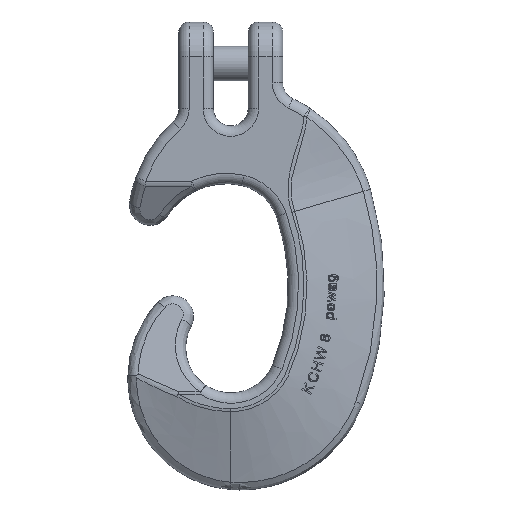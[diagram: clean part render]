
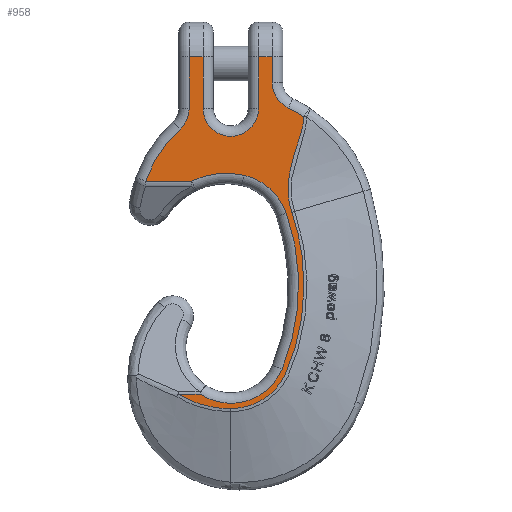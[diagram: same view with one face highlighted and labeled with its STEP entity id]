
A CAD part, top view. The second image highlights one B-rep face of the part: STEP entity #958.
In plain terms, the highlighted planar face has unit normal (0, 0, 1).
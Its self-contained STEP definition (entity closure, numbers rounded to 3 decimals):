
#252=PLANE('',#5023);
#342=CIRCLE('',#5014,39.);
#343=CIRCLE('',#5015,8.);
#344=CIRCLE('',#5016,8.);
#345=CIRCLE('',#5017,8.);
#346=CIRCLE('',#5018,37.);
#347=CIRCLE('',#5019,23.);
#348=CIRCLE('',#5020,17.);
#349=CIRCLE('',#5021,63.);
#350=CIRCLE('',#5022,16.);
#448=LINE('',#7516,#655);
#449=LINE('',#7560,#656);
#450=LINE('',#7562,#657);
#451=LINE('',#7564,#658);
#452=LINE('',#7568,#659);
#453=LINE('',#7570,#660);
#454=LINE('',#7572,#661);
#455=LINE('',#7578,#662);
#655=VECTOR('',#5295,1.);
#656=VECTOR('',#5300,1.);
#657=VECTOR('',#5301,1.);
#658=VECTOR('',#5302,1.);
#659=VECTOR('',#5305,1.);
#660=VECTOR('',#5306,1.);
#661=VECTOR('',#5307,1.);
#662=VECTOR('',#5312,1.);
#958=ADVANCED_FACE('',(#1256),#252,.T.);
#1256=FACE_OUTER_BOUND('',#1575,.T.);
#1575=EDGE_LOOP('',(#2009,#2010,#2011,#2012,#2013,#2014,#2015,#2016,#2017,
#2018,#2019,#2020,#2021,#2022,#2023,#2024,#2025,#2026,#2027,#2028));
#2009=ORIENTED_EDGE('',*,*,#3933,.T.);
#2010=ORIENTED_EDGE('',*,*,#3934,.T.);
#2011=ORIENTED_EDGE('',*,*,#3935,.T.);
#2012=ORIENTED_EDGE('',*,*,#3936,.T.);
#2013=ORIENTED_EDGE('',*,*,#3937,.T.);
#2014=ORIENTED_EDGE('',*,*,#3938,.T.);
#2015=ORIENTED_EDGE('',*,*,#3939,.T.);
#2016=ORIENTED_EDGE('',*,*,#3940,.T.);
#2017=ORIENTED_EDGE('',*,*,#3941,.T.);
#2018=ORIENTED_EDGE('',*,*,#3942,.T.);
#2019=ORIENTED_EDGE('',*,*,#3943,.T.);
#2020=ORIENTED_EDGE('',*,*,#3944,.T.);
#2021=ORIENTED_EDGE('',*,*,#3945,.T.);
#2022=ORIENTED_EDGE('',*,*,#3946,.T.);
#2023=ORIENTED_EDGE('',*,*,#3947,.T.);
#2024=ORIENTED_EDGE('',*,*,#3948,.T.);
#2025=ORIENTED_EDGE('',*,*,#3949,.T.);
#2026=ORIENTED_EDGE('',*,*,#3950,.T.);
#2027=ORIENTED_EDGE('',*,*,#3951,.T.);
#2028=ORIENTED_EDGE('',*,*,#3952,.T.);
#3467=VERTEX_POINT('',#7517);
#3468=VERTEX_POINT('',#7518);
#3469=VERTEX_POINT('',#7525);
#3470=VERTEX_POINT('',#7542);
#3471=VERTEX_POINT('',#7555);
#3472=VERTEX_POINT('',#7557);
#3473=VERTEX_POINT('',#7559);
#3474=VERTEX_POINT('',#7561);
#3475=VERTEX_POINT('',#7563);
#3476=VERTEX_POINT('',#7565);
#3477=VERTEX_POINT('',#7567);
#3478=VERTEX_POINT('',#7569);
#3479=VERTEX_POINT('',#7571);
#3480=VERTEX_POINT('',#7573);
#3481=VERTEX_POINT('',#7575);
#3482=VERTEX_POINT('',#7577);
#3483=VERTEX_POINT('',#7579);
#3484=VERTEX_POINT('',#7581);
#3485=VERTEX_POINT('',#7583);
#3486=VERTEX_POINT('',#7585);
#3933=EDGE_CURVE('',#3467,#3468,#448,.T.);
#3934=EDGE_CURVE('',#3468,#3469,#4662,.T.);
#3935=EDGE_CURVE('',#3469,#3470,#4663,.T.);
#3936=EDGE_CURVE('',#3470,#3471,#4664,.T.);
#3937=EDGE_CURVE('',#3471,#3472,#342,.T.);
#3938=EDGE_CURVE('',#3472,#3473,#343,.T.);
#3939=EDGE_CURVE('',#3473,#3474,#449,.T.);
#3940=EDGE_CURVE('',#3474,#3475,#450,.T.);
#3941=EDGE_CURVE('',#3475,#3476,#451,.T.);
#3942=EDGE_CURVE('',#3476,#3477,#344,.T.);
#3943=EDGE_CURVE('',#3477,#3478,#452,.T.);
#3944=EDGE_CURVE('',#3478,#3479,#453,.T.);
#3945=EDGE_CURVE('',#3479,#3480,#454,.T.);
#3946=EDGE_CURVE('',#3480,#3481,#345,.T.);
#3947=EDGE_CURVE('',#3481,#3482,#346,.T.);
#3948=EDGE_CURVE('',#3482,#3483,#455,.T.);
#3949=EDGE_CURVE('',#3483,#3484,#347,.T.);
#3950=EDGE_CURVE('',#3484,#3485,#348,.T.);
#3951=EDGE_CURVE('',#3485,#3486,#349,.T.);
#3952=EDGE_CURVE('',#3486,#3467,#350,.T.);
#4662=B_SPLINE_CURVE_WITH_KNOTS('',3,(#7519,#7520,#7521,#7522,#7523,#7524),
.UNSPECIFIED.,.F.,.F.,(4,2,4),(0.,0.5,1.),.UNSPECIFIED.);
#4663=B_SPLINE_CURVE_WITH_KNOTS('',3,(#7526,#7527,#7528,#7529,#7530,#7531,
#7532,#7533,#7534,#7535,#7536,#7537,#7538,#7539,#7540,#7541),.UNSPECIFIED.,
.F.,.F.,(4,2,2,2,2,2,2,4),(0.,0.125,0.25,0.313,0.375,0.5,0.75,1.),.UNSPECIFIED.);
#4664=B_SPLINE_CURVE_WITH_KNOTS('',3,(#7543,#7544,#7545,#7546,#7547,#7548,
#7549,#7550,#7551,#7552,#7553,#7554),.UNSPECIFIED.,.F.,.F.,(4,2,2,2,2,4),
(0.,0.25,0.5,0.75,0.875,1.),.UNSPECIFIED.);
#5014=AXIS2_PLACEMENT_3D('',#7556,#5296,#5297);
#5015=AXIS2_PLACEMENT_3D('',#7558,#5298,#5299);
#5016=AXIS2_PLACEMENT_3D('',#7566,#5303,#5304);
#5017=AXIS2_PLACEMENT_3D('',#7574,#5308,#5309);
#5018=AXIS2_PLACEMENT_3D('',#7576,#5310,#5311);
#5019=AXIS2_PLACEMENT_3D('',#7580,#5313,#5314);
#5020=AXIS2_PLACEMENT_3D('',#7582,#5315,#5316);
#5021=AXIS2_PLACEMENT_3D('',#7584,#5317,#5318);
#5022=AXIS2_PLACEMENT_3D('',#7586,#5319,#5320);
#5023=AXIS2_PLACEMENT_3D('',#7587,#5321,#5322);
#5295=DIRECTION('',(-1.,0.,0.));
#5296=DIRECTION('',(0.,0.,1.));
#5297=DIRECTION('',(1.,0.,0.));
#5298=DIRECTION('',(0.,0.,-1.));
#5299=DIRECTION('',(1.,0.,0.));
#5300=DIRECTION('',(0.,1.,0.));
#5301=DIRECTION('',(-1.,0.,0.));
#5302=DIRECTION('',(0.,-1.,0.));
#5303=DIRECTION('',(0.,0.,-1.));
#5304=DIRECTION('',(1.,0.,0.));
#5305=DIRECTION('',(0.,1.,0.));
#5306=DIRECTION('',(-1.,0.,0.));
#5307=DIRECTION('',(0.,-1.,0.));
#5308=DIRECTION('',(0.,0.,-1.));
#5309=DIRECTION('',(1.,0.,0.));
#5310=DIRECTION('',(0.,0.,1.));
#5311=DIRECTION('',(1.,0.,0.));
#5312=DIRECTION('',(1.,0.,0.));
#5313=DIRECTION('',(0.,0.,-1.));
#5314=DIRECTION('',(1.,0.,0.));
#5315=DIRECTION('',(0.,0.,-1.));
#5316=DIRECTION('',(1.,0.,0.));
#5317=DIRECTION('',(0.,0.,-1.));
#5318=DIRECTION('',(1.,0.,0.));
#5319=DIRECTION('',(0.,0.,-1.));
#5320=DIRECTION('',(1.,0.,0.));
#5321=DIRECTION('',(0.,0.,1.));
#5322=DIRECTION('',(1.,0.,0.));
#7516=CARTESIAN_POINT('',(-16.401,-0.341,10.));
#7517=CARTESIAN_POINT('',(-8.834,-0.341,10.));
#7518=CARTESIAN_POINT('',(-15.105,-0.341,10.));
#7519=CARTESIAN_POINT('',(-15.105,-0.341,10.));
#7520=CARTESIAN_POINT('',(-12.851,-1.771,10.));
#7521=CARTESIAN_POINT('',(-10.385,-2.829,10.));
#7522=CARTESIAN_POINT('',(-5.276,-4.213,10.));
#7523=CARTESIAN_POINT('',(-2.663,-4.546,10.));
#7524=CARTESIAN_POINT('',(0.002,-4.552,10.));
#7525=CARTESIAN_POINT('',(0.002,-4.551,10.));
#7526=CARTESIAN_POINT('',(0.002,-4.551,10.));
#7527=CARTESIAN_POINT('',(2.848,-4.56,10.));
#7528=CARTESIAN_POINT('',(5.646,-3.867,10.));
#7529=CARTESIAN_POINT('',(10.635,-1.247,10.));
#7530=CARTESIAN_POINT('',(12.786,0.658,10.));
#7531=CARTESIAN_POINT('',(15.2,4.138,10.));
#7532=CARTESIAN_POINT('',(15.825,5.42,10.));
#7533=CARTESIAN_POINT('',(16.919,8.015,10.));
#7534=CARTESIAN_POINT('',(17.402,9.345,10.));
#7535=CARTESIAN_POINT('',(18.73,13.362,10.));
#7536=CARTESIAN_POINT('',(19.437,16.07,10.));
#7537=CARTESIAN_POINT('',(21.02,24.285,10.));
#7538=CARTESIAN_POINT('',(21.36,29.954,10.));
#7539=CARTESIAN_POINT('',(20.57,41.152,10.));
#7540=CARTESIAN_POINT('',(19.473,46.693,10.));
#7541=CARTESIAN_POINT('',(17.615,52.033,10.));
#7542=CARTESIAN_POINT('',(17.614,52.033,10.));
#7543=CARTESIAN_POINT('',(17.614,52.033,10.));
#7544=CARTESIAN_POINT('',(16.832,54.277,10.));
#7545=CARTESIAN_POINT('',(16.489,56.635,10.));
#7546=CARTESIAN_POINT('',(16.55,61.349,10.));
#7547=CARTESIAN_POINT('',(16.937,63.665,10.));
#7548=CARTESIAN_POINT('',(18.085,68.252,10.));
#7549=CARTESIAN_POINT('',(18.844,70.497,10.));
#7550=CARTESIAN_POINT('',(19.936,73.876,10.));
#7551=CARTESIAN_POINT('',(20.297,75.004,10.));
#7552=CARTESIAN_POINT('',(20.869,77.297,10.));
#7553=CARTESIAN_POINT('',(21.101,78.458,10.));
#7554=CARTESIAN_POINT('',(21.072,79.686,10.));
#7555=CARTESIAN_POINT('',(21.072,79.686,10.));
#7556=CARTESIAN_POINT('',(0.,46.869,10.));
#7557=CARTESIAN_POINT('',(16.596,82.162,10.));
#7558=CARTESIAN_POINT('',(20.,89.401,10.));
#7559=CARTESIAN_POINT('',(12.,89.401,10.));
#7560=CARTESIAN_POINT('',(12.,97.,10.));
#7561=CARTESIAN_POINT('',(12.,97.,10.));
#7562=CARTESIAN_POINT('',(5.,97.,10.));
#7563=CARTESIAN_POINT('',(8.,97.,10.));
#7564=CARTESIAN_POINT('',(8.,82.,10.));
#7565=CARTESIAN_POINT('',(8.,82.,10.));
#7566=CARTESIAN_POINT('',(0.,82.,10.));
#7567=CARTESIAN_POINT('',(-8.,82.,10.));
#7568=CARTESIAN_POINT('',(-8.,97.,10.));
#7569=CARTESIAN_POINT('',(-8.,97.,10.));
#7570=CARTESIAN_POINT('',(-15.,97.,10.));
#7571=CARTESIAN_POINT('',(-12.,97.,10.));
#7572=CARTESIAN_POINT('',(-12.,82.,10.));
#7573=CARTESIAN_POINT('',(-12.,82.,10.));
#7574=CARTESIAN_POINT('',(-20.,82.,10.));
#7575=CARTESIAN_POINT('',(-14.614,76.085,10.));
#7576=CARTESIAN_POINT('',(10.296,48.726,10.));
#7577=CARTESIAN_POINT('',(-24.578,61.088,10.));
#7578=CARTESIAN_POINT('',(10.296,61.088,10.));
#7579=CARTESIAN_POINT('',(-11.269,61.088,10.));
#7580=CARTESIAN_POINT('',(-1.327,40.347,10.));
#7581=CARTESIAN_POINT('',(3.759,62.778,10.));
#7582=CARTESIAN_POINT('',(0.,46.199,10.));
#7583=CARTESIAN_POINT('',(16.045,51.816,10.));
#7584=CARTESIAN_POINT('',(-43.417,31.,10.));
#7585=CARTESIAN_POINT('',(14.78,6.872,10.));
#7586=CARTESIAN_POINT('',(0.,13.,10.));
#7587=CARTESIAN_POINT('',(10.296,48.726,10.));
